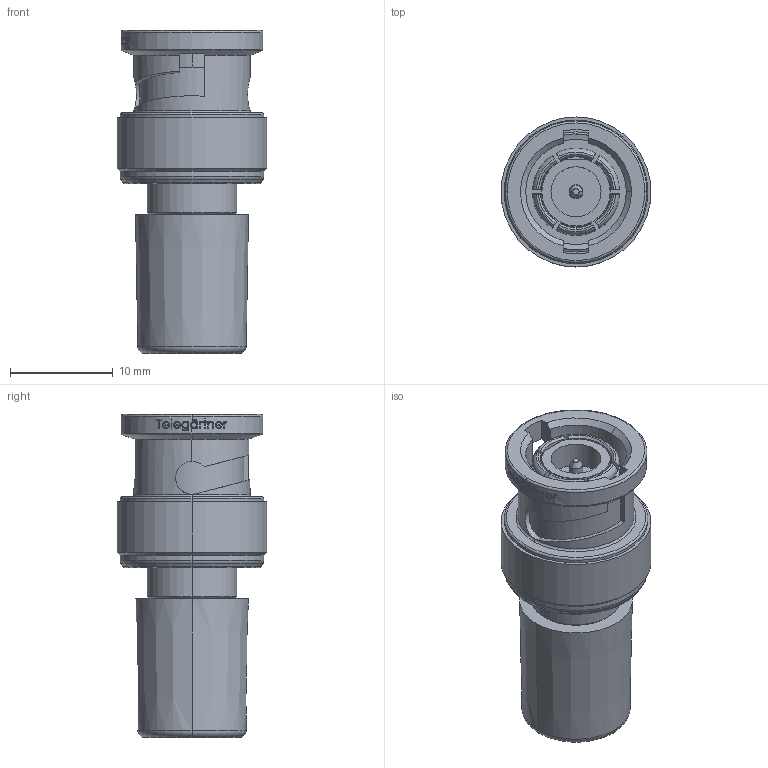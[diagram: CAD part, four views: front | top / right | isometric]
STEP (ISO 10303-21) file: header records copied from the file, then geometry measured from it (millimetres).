
FILE_DESCRIPTION (( 'STEP AP214' ), '1' );
FILE_NAME ('J01006A1268.STEP', '2018-11-13T07:29:10', ( '' ), ( '' ), 'SwSTEP 2.0', 'SolidWorks 2017', '' );
FILE_SCHEMA (( 'AUTOMOTIVE_DESIGN' ));
Length unit declared in the file: millimetre
Products named in the file (1): J01006A1268
Bounding box: 14.6 x 14.6 x 31.45 mm (x, y, z)
Volume: 3167.9 mm3; surface area: 1981 mm2
Topology: 1 solids, 1 shells, 334 faces, 866 edges, 566 vertices
Faces by surface type: plane 120, bspline 103, cylinder 65, cone 26, torus 20
Entity records: 18189 total; most frequent: CARTESIAN_POINT 7087, ORIENTED_EDGE 1732, DIRECTION 1234, EDGE_CURVE 866, VERTEX_POINT 566, AXIS2_PLACEMENT_3D 418, VECTOR 398, LINE 398
